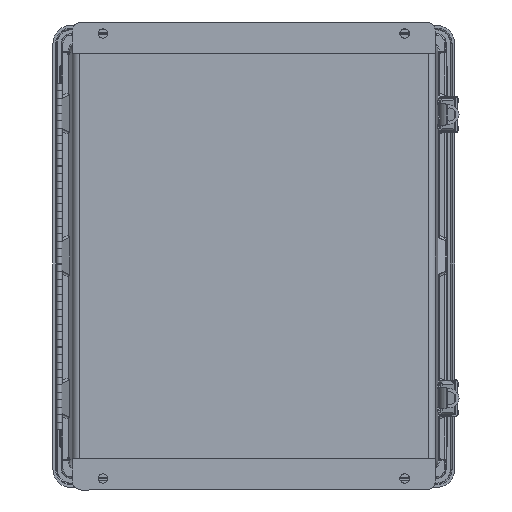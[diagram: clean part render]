
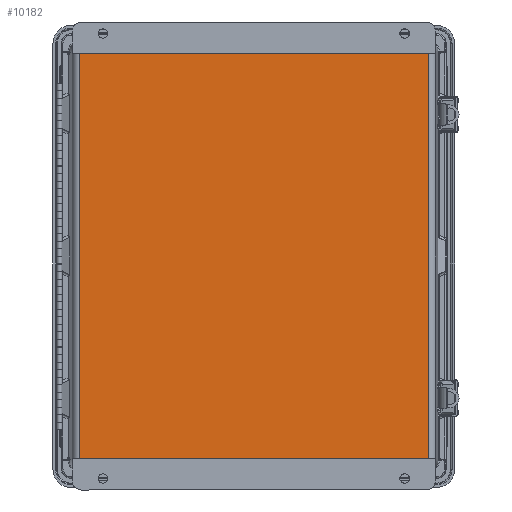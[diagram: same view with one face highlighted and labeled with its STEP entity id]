
A CAD part, front view. The second image highlights one B-rep face of the part: STEP entity #10182.
In plain terms, the highlighted planar face has unit normal (0, -1, 0).
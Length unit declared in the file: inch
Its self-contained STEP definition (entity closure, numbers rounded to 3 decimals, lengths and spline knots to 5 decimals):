
#1236 = FACE_OUTER_BOUND ( 'NONE', #28457, .T. ) ;
#2027 = CARTESIAN_POINT ( 'NONE',  ( 5.78771, 0.05906, -14.4685 ) ) ;
#2246 = DIRECTION ( 'NONE',  ( 0., 0., 1. ) ) ;
#2551 = EDGE_CURVE ( 'NONE', #9869, #8304, #17132, .T. ) ;
#4153 = CARTESIAN_POINT ( 'NONE',  ( 5.78771, 0.05906, -1.04331 ) ) ;
#5999 = CARTESIAN_POINT ( 'NONE',  ( 5.78771, 0.05906, -1.04331 ) ) ;
#6129 = DIRECTION ( 'NONE',  ( 0., 0., 1. ) ) ;
#6824 = CARTESIAN_POINT ( 'NONE',  ( -5.78771, 0.05906, -14.4685 ) ) ;
#6852 = EDGE_CURVE ( 'NONE', #34934, #9869, #9918, .T. ) ;
#6963 = CARTESIAN_POINT ( 'NONE',  ( 6.11811, 0.05906, -1.04331 ) ) ;
#6998 = LINE ( 'NONE', #5999, #14432 ) ;
#7280 = LINE ( 'NONE', #6963, #23068 ) ;
#7514 = DIRECTION ( 'NONE',  ( -1., 0., 0. ) ) ;
#8304 = VERTEX_POINT ( 'NONE', #32411 ) ;
#8428 = EDGE_CURVE ( 'NONE', #34349, #8304, #7280, .T. ) ;
#8465 = CARTESIAN_POINT ( 'NONE',  ( 6.11811, 0.05906, -1.04331 ) ) ;
#9869 = VERTEX_POINT ( 'NONE', #6824 ) ;
#9918 = LINE ( 'NONE', #23227, #17303 ) ;
#10164 = DIRECTION ( 'NONE',  ( -1., 0., 0. ) ) ;
#10182 = ADVANCED_FACE ( 'NONE', ( #1236 ), #39880, .F. ) ;
#14432 = VECTOR ( 'NONE', #6129, 39.37008 ) ;
#17132 = LINE ( 'NONE', #24838, #32830 ) ;
#17141 = ORIENTED_EDGE ( 'NONE', *, *, #2551, .F. ) ;
#17303 = VECTOR ( 'NONE', #7514, 39.37008 ) ;
#21126 = DIRECTION ( 'NONE',  ( 0., 1., 0. ) ) ;
#22762 = AXIS2_PLACEMENT_3D ( 'NONE', #8465, #21126, #2246 ) ;
#23068 = VECTOR ( 'NONE', #10164, 39.37008 ) ;
#23227 = CARTESIAN_POINT ( 'NONE',  ( 6.11811, 0.05906, -14.4685 ) ) ;
#24694 = DIRECTION ( 'NONE',  ( 0., 0., 1. ) ) ;
#24838 = CARTESIAN_POINT ( 'NONE',  ( -5.78771, 0.05906, -1.04331 ) ) ;
#28325 = EDGE_CURVE ( 'NONE', #34934, #34349, #6998, .T. ) ;
#28457 = EDGE_LOOP ( 'NONE', ( #17141, #34595, #35345, #30322 ) ) ;
#30322 = ORIENTED_EDGE ( 'NONE', *, *, #8428, .T. ) ;
#32411 = CARTESIAN_POINT ( 'NONE',  ( -5.78771, 0.05906, -1.04331 ) ) ;
#32830 = VECTOR ( 'NONE', #24694, 39.37008 ) ;
#34349 = VERTEX_POINT ( 'NONE', #4153 ) ;
#34595 = ORIENTED_EDGE ( 'NONE', *, *, #6852, .F. ) ;
#34934 = VERTEX_POINT ( 'NONE', #2027 ) ;
#35345 = ORIENTED_EDGE ( 'NONE', *, *, #28325, .T. ) ;
#39880 = PLANE ( 'NONE',  #22762 ) ;
